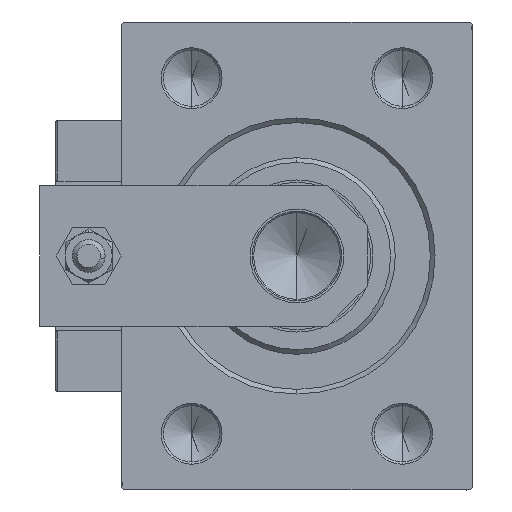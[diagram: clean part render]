
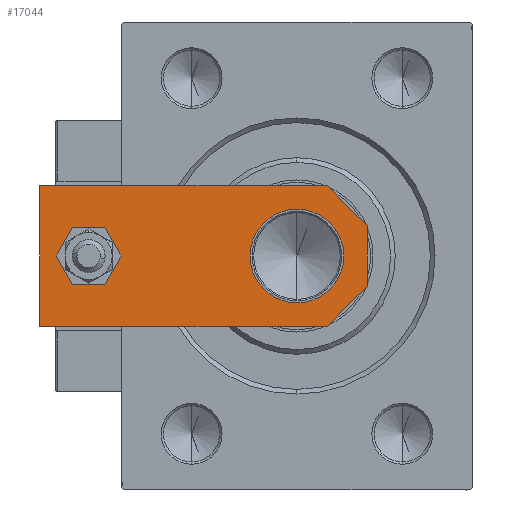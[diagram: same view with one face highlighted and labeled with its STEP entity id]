
A CAD part, left-side view. The second image highlights one B-rep face of the part: STEP entity #17044.
In plain terms, the highlighted face is planar.
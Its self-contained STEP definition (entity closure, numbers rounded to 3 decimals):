
#747 = DIRECTION ( 'NONE',  ( -1., 0., 0. ) ) ;
#1772 = CARTESIAN_POINT ( 'NONE',  ( 0., 59.5, 8. ) ) ;
#2262 = ORIENTED_EDGE ( 'NONE', *, *, #31863, .F. ) ;
#3772 = EDGE_CURVE ( 'NONE', #43806, #5568, #25011, .T. ) ;
#5568 = VERTEX_POINT ( 'NONE', #36024 ) ;
#5940 = FACE_BOUND ( 'NONE', #51446, .T. ) ;
#6285 = VERTEX_POINT ( 'NONE', #12478 ) ;
#6476 = AXIS2_PLACEMENT_3D ( 'NONE', #1772, #17837, #49954 ) ;
#6883 = CARTESIAN_POINT ( 'NONE',  ( 6.5, 0., 8. ) ) ;
#7119 = EDGE_CURVE ( 'NONE', #50013, #9408, #11686, .T. ) ;
#7743 = CARTESIAN_POINT ( 'NONE',  ( -15., 0., 8. ) ) ;
#8426 = CARTESIAN_POINT ( 'NONE',  ( 15., 70., 8. ) ) ;
#9408 = VERTEX_POINT ( 'NONE', #32897 ) ;
#9900 = FACE_OUTER_BOUND ( 'NONE', #44546, .T. ) ;
#10202 = CARTESIAN_POINT ( 'NONE',  ( 0., 59.5, 8. ) ) ;
#10816 = VECTOR ( 'NONE', #15850, 1000. ) ;
#11414 = CARTESIAN_POINT ( 'NONE',  ( -3.25, -3.25, 8. ) ) ;
#11686 = LINE ( 'NONE', #11414, #33357 ) ;
#12478 = CARTESIAN_POINT ( 'NONE',  ( -10., 15., 8. ) ) ;
#13105 = CARTESIAN_POINT ( 'NONE',  ( 10., 15., 8. ) ) ;
#13494 = EDGE_CURVE ( 'NONE', #32361, #50013, #51874, .T. ) ;
#13502 = VERTEX_POINT ( 'NONE', #8426 ) ;
#13620 = DIRECTION ( 'NONE',  ( 0., 0., 1. ) ) ;
#14834 = VECTOR ( 'NONE', #23822, 1000. ) ;
#15048 = CARTESIAN_POINT ( 'NONE',  ( 15., 8.5, 8. ) ) ;
#15319 = ORIENTED_EDGE ( 'NONE', *, *, #13494, .T. ) ;
#15850 = DIRECTION ( 'NONE',  ( 0.707, 0.707, 0. ) ) ;
#16746 = CIRCLE ( 'NONE', #36055, 10. ) ;
#16920 = ORIENTED_EDGE ( 'NONE', *, *, #23714, .T. ) ;
#17044 = ADVANCED_FACE ( 'NONE', ( #38311, #9900, #5940 ), #42281, .T. ) ;
#17837 = DIRECTION ( 'NONE',  ( 0., 0., 1. ) ) ;
#19356 = DIRECTION ( 'NONE',  ( 1., 0., 0. ) ) ;
#19740 = ORIENTED_EDGE ( 'NONE', *, *, #7119, .T. ) ;
#20130 = LINE ( 'NONE', #7743, #14834 ) ;
#21399 = CIRCLE ( 'NONE', #51694, 10. ) ;
#21745 = CARTESIAN_POINT ( 'NONE',  ( 0., 0., 8. ) ) ;
#22106 = ORIENTED_EDGE ( 'NONE', *, *, #42751, .F. ) ;
#22759 = VERTEX_POINT ( 'NONE', #6883 ) ;
#22762 = CIRCLE ( 'NONE', #37022, 4. ) ;
#23714 = EDGE_CURVE ( 'NONE', #22759, #33066, #39283, .T. ) ;
#23822 = DIRECTION ( 'NONE',  ( 1., 0., 0. ) ) ;
#24086 = DIRECTION ( 'NONE',  ( 0., 0., 1. ) ) ;
#24732 = LINE ( 'NONE', #32341, #37155 ) ;
#25011 = CIRCLE ( 'NONE', #6476, 4. ) ;
#25278 = VECTOR ( 'NONE', #36572, 1000. ) ;
#25426 = EDGE_CURVE ( 'NONE', #40179, #6285, #16746, .T. ) ;
#25943 = CARTESIAN_POINT ( 'NONE',  ( -15., 8.5, 8. ) ) ;
#27762 = ORIENTED_EDGE ( 'NONE', *, *, #36136, .T. ) ;
#30754 = VECTOR ( 'NONE', #747, 1000. ) ;
#31267 = CARTESIAN_POINT ( 'NONE',  ( 0., 15., 8. ) ) ;
#31517 = DIRECTION ( 'NONE',  ( 1., 0., 0. ) ) ;
#31863 = EDGE_CURVE ( 'NONE', #5568, #43806, #22762, .T. ) ;
#32341 = CARTESIAN_POINT ( 'NONE',  ( 15., 0., 8. ) ) ;
#32361 = VERTEX_POINT ( 'NONE', #35610 ) ;
#32897 = CARTESIAN_POINT ( 'NONE',  ( -6.5, 0., 8. ) ) ;
#33066 = VERTEX_POINT ( 'NONE', #15048 ) ;
#33101 = CARTESIAN_POINT ( 'NONE',  ( 15., 70., 8. ) ) ;
#33357 = VECTOR ( 'NONE', #43534, 1000. ) ;
#34804 = CARTESIAN_POINT ( 'NONE',  ( -4., 59.5, 8. ) ) ;
#35610 = CARTESIAN_POINT ( 'NONE',  ( -15., 70., 8. ) ) ;
#36024 = CARTESIAN_POINT ( 'NONE',  ( 4., 59.5, 8. ) ) ;
#36055 = AXIS2_PLACEMENT_3D ( 'NONE', #31267, #39164, #31517 ) ;
#36136 = EDGE_CURVE ( 'NONE', #33066, #13502, #24732, .T. ) ;
#36572 = DIRECTION ( 'NONE',  ( 0., -1., 0. ) ) ;
#36574 = AXIS2_PLACEMENT_3D ( 'NONE', #21745, #50183, #41232 ) ;
#36805 = LINE ( 'NONE', #33101, #30754 ) ;
#37022 = AXIS2_PLACEMENT_3D ( 'NONE', #10202, #13620, #45728 ) ;
#37155 = VECTOR ( 'NONE', #44481, 1000. ) ;
#38148 = ORIENTED_EDGE ( 'NONE', *, *, #47658, .T. ) ;
#38311 = FACE_BOUND ( 'NONE', #45919, .T. ) ;
#39164 = DIRECTION ( 'NONE',  ( 0., 0., 1. ) ) ;
#39283 = LINE ( 'NONE', #47687, #10816 ) ;
#40018 = CARTESIAN_POINT ( 'NONE',  ( -15., 70., 8. ) ) ;
#40179 = VERTEX_POINT ( 'NONE', #13105 ) ;
#40713 = ORIENTED_EDGE ( 'NONE', *, *, #3772, .F. ) ;
#41232 = DIRECTION ( 'NONE',  ( 1., 0., 0. ) ) ;
#42281 = PLANE ( 'NONE',  #36574 ) ;
#42751 = EDGE_CURVE ( 'NONE', #6285, #40179, #21399, .T. ) ;
#43534 = DIRECTION ( 'NONE',  ( 0.707, -0.707, 0. ) ) ;
#43806 = VERTEX_POINT ( 'NONE', #34804 ) ;
#44481 = DIRECTION ( 'NONE',  ( 0., 1., 0. ) ) ;
#44546 = EDGE_LOOP ( 'NONE', ( #15319, #19740, #51103, #16920, #27762, #38148 ) ) ;
#45728 = DIRECTION ( 'NONE',  ( 1., 0., 0. ) ) ;
#45919 = EDGE_LOOP ( 'NONE', ( #40713, #2262 ) ) ;
#47658 = EDGE_CURVE ( 'NONE', #13502, #32361, #36805, .T. ) ;
#47687 = CARTESIAN_POINT ( 'NONE',  ( 3.25, -3.25, 8. ) ) ;
#49062 = EDGE_CURVE ( 'NONE', #9408, #22759, #20130, .T. ) ;
#49954 = DIRECTION ( 'NONE',  ( 1., 0., 0. ) ) ;
#50013 = VERTEX_POINT ( 'NONE', #25943 ) ;
#50183 = DIRECTION ( 'NONE',  ( 0., 0., 1. ) ) ;
#51103 = ORIENTED_EDGE ( 'NONE', *, *, #49062, .T. ) ;
#51446 = EDGE_LOOP ( 'NONE', ( #22106, #52055 ) ) ;
#51694 = AXIS2_PLACEMENT_3D ( 'NONE', #51729, #24086, #19356 ) ;
#51729 = CARTESIAN_POINT ( 'NONE',  ( 0., 15., 8. ) ) ;
#51874 = LINE ( 'NONE', #40018, #25278 ) ;
#52055 = ORIENTED_EDGE ( 'NONE', *, *, #25426, .F. ) ;
